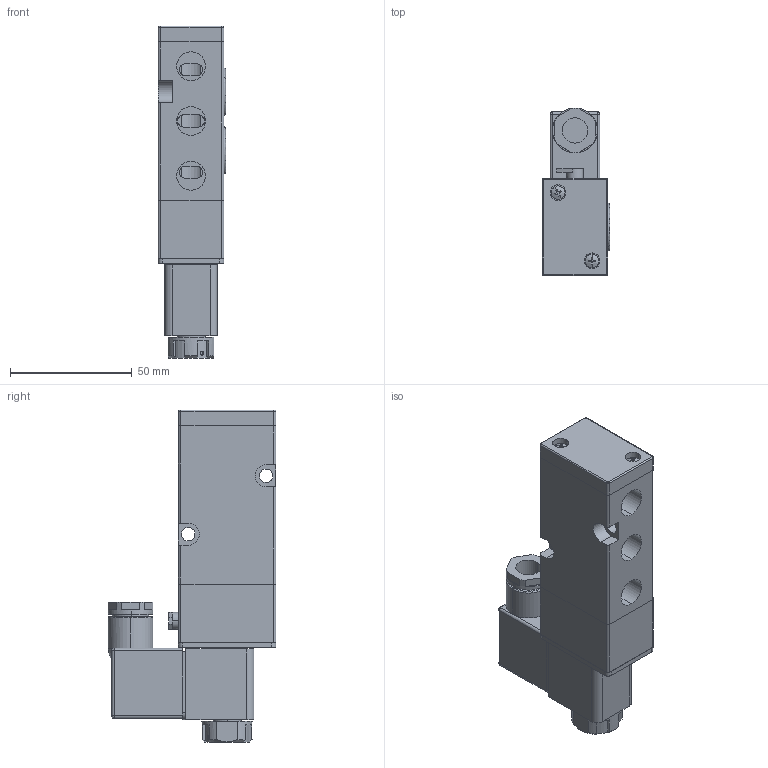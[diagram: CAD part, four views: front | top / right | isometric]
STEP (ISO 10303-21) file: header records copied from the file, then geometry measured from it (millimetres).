
FILE_DESCRIPTION (( 'STEP AP203' ), '1' );
FILE_NAME ('4V310-08-B.STEP', '2017-12-05T17:41:21', ( '' ), ( '' ), 'SwSTEP 2.0', 'SolidWorks 2016', '' );
FILE_SCHEMA (( 'CONFIG_CONTROL_DESIGN' ));
Length unit declared in the file: millimetre
Products named in the file (1): 4V310-08-B
Bounding box: 27.8 x 68.9 x 136.3 mm (x, y, z)
Volume: 126353.5 mm3; surface area: 44649.5 mm2
Topology: 18 solids, 18 shells, 413 faces, 1052 edges, 682 vertices
Faces by surface type: plane 196, cylinder 178, bspline 26, cone 13
Entity records: 13454 total; most frequent: CARTESIAN_POINT 3297, DIRECTION 2130, ORIENTED_EDGE 2092, EDGE_CURVE 1046, AXIS2_PLACEMENT_3D 804, VERTEX_POINT 682, VECTOR 522, LINE 522
